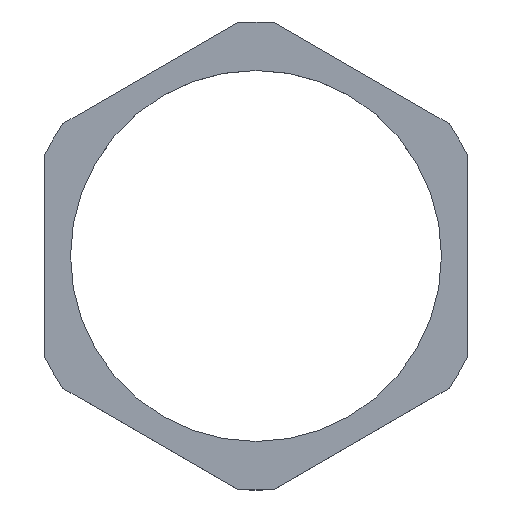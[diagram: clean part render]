
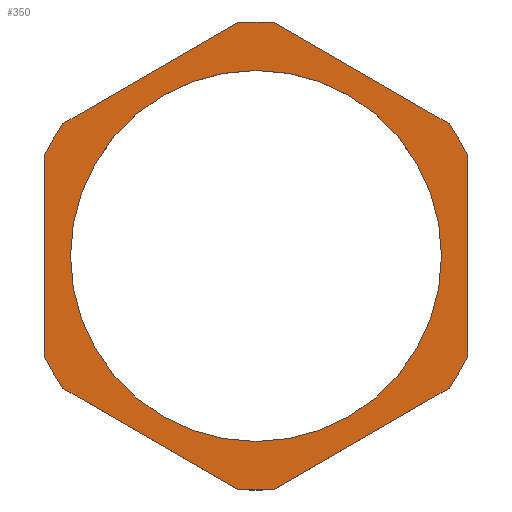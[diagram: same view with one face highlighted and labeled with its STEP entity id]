
A CAD part, top view. The second image highlights one B-rep face of the part: STEP entity #350.
In plain terms, the highlighted planar face has unit normal (0, 0, 1).
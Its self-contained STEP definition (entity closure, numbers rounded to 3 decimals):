
#3 = EDGE_CURVE ( 'NONE', #371, #186, #508, .T. ) ;
#10 = CARTESIAN_POINT ( 'NONE',  ( -35., 16.746, 6. ) ) ;
#12 = DIRECTION ( 'NONE',  ( 0., 1., 0. ) ) ;
#19 = FACE_OUTER_BOUND ( 'NONE', #299, .T. ) ;
#20 = DIRECTION ( 'NONE',  ( 1., 0., 0. ) ) ;
#23 = DIRECTION ( 'NONE',  ( 0., 0., 1. ) ) ;
#42 = VERTEX_POINT ( 'NONE', #245 ) ;
#44 = EDGE_CURVE ( 'NONE', #164, #352, #115, .T. ) ;
#47 = AXIS2_PLACEMENT_3D ( 'NONE', #254, #259, #300 ) ;
#56 = LINE ( 'NONE', #405, #382 ) ;
#59 = DIRECTION ( 'NONE',  ( 0., 0., 1. ) ) ;
#64 = DIRECTION ( 'NONE',  ( 1., 0., 0. ) ) ;
#76 = EDGE_CURVE ( 'NONE', #331, #119, #475, .T. ) ;
#91 = AXIS2_PLACEMENT_3D ( 'NONE', #447, #23, #184 ) ;
#93 = VERTEX_POINT ( 'NONE', #385 ) ;
#103 = DIRECTION ( 'NONE',  ( 0., 0., -1. ) ) ;
#106 = VECTOR ( 'NONE', #12, 1000. ) ;
#107 = ORIENTED_EDGE ( 'NONE', *, *, #277, .T. ) ;
#115 = CIRCLE ( 'NONE', #388, 30.75 ) ;
#119 = VERTEX_POINT ( 'NONE', #220 ) ;
#120 = CIRCLE ( 'NONE', #219, 38.8 ) ;
#122 = EDGE_CURVE ( 'NONE', #42, #371, #544, .T. ) ;
#133 = VECTOR ( 'NONE', #143, 1000. ) ;
#134 = PLANE ( 'NONE',  #146 ) ;
#141 = CARTESIAN_POINT ( 'NONE',  ( 2.997, -38.684, 6. ) ) ;
#143 = DIRECTION ( 'NONE',  ( -0.866, 0.5, 0. ) ) ;
#146 = AXIS2_PLACEMENT_3D ( 'NONE', #272, #409, #190 ) ;
#158 = LINE ( 'NONE', #550, #471 ) ;
#164 = VERTEX_POINT ( 'NONE', #215 ) ;
#167 = ORIENTED_EDGE ( 'NONE', *, *, #3, .T. ) ;
#168 = EDGE_CURVE ( 'NONE', #429, #281, #443, .T. ) ;
#170 = ORIENTED_EDGE ( 'NONE', *, *, #437, .T. ) ;
#171 = VERTEX_POINT ( 'NONE', #10 ) ;
#174 = ORIENTED_EDGE ( 'NONE', *, *, #227, .T. ) ;
#175 = CARTESIAN_POINT ( 'NONE',  ( 35., -16.746, 6. ) ) ;
#183 = ORIENTED_EDGE ( 'NONE', *, *, #303, .T. ) ;
#184 = DIRECTION ( 'NONE',  ( 1., 0., 0. ) ) ;
#185 = AXIS2_PLACEMENT_3D ( 'NONE', #410, #455, #64 ) ;
#186 = VERTEX_POINT ( 'NONE', #397 ) ;
#190 = DIRECTION ( 'NONE',  ( 1., 0., 0. ) ) ;
#205 = CARTESIAN_POINT ( 'NONE',  ( 2.997, 38.684, 6. ) ) ;
#215 = CARTESIAN_POINT ( 'NONE',  ( 30.75, 0., 6. ) ) ;
#219 = AXIS2_PLACEMENT_3D ( 'NONE', #263, #441, #20 ) ;
#220 = CARTESIAN_POINT ( 'NONE',  ( 35., 16.746, 6. ) ) ;
#227 = EDGE_CURVE ( 'NONE', #281, #171, #515, .T. ) ;
#232 = CARTESIAN_POINT ( 'NONE',  ( 32.003, 21.938, 6. ) ) ;
#245 = CARTESIAN_POINT ( 'NONE',  ( -35., -16.746, 6. ) ) ;
#249 = VERTEX_POINT ( 'NONE', #528 ) ;
#254 = CARTESIAN_POINT ( 'NONE',  ( 0., 0., 6. ) ) ;
#259 = DIRECTION ( 'NONE',  ( 0., 0., 1. ) ) ;
#263 = CARTESIAN_POINT ( 'NONE',  ( 0., 0., 6. ) ) ;
#265 = CARTESIAN_POINT ( 'NONE',  ( 0., 0., 6. ) ) ;
#268 = ORIENTED_EDGE ( 'NONE', *, *, #76, .T. ) ;
#272 = CARTESIAN_POINT ( 'NONE',  ( 0., 0., 6. ) ) ;
#274 = CARTESIAN_POINT ( 'NONE',  ( 35., -16.746, 6. ) ) ;
#277 = EDGE_CURVE ( 'NONE', #295, #249, #56, .T. ) ;
#278 = LINE ( 'NONE', #232, #133 ) ;
#281 = VERTEX_POINT ( 'NONE', #353 ) ;
#285 = CIRCLE ( 'NONE', #335, 38.8 ) ;
#293 = EDGE_CURVE ( 'NONE', #516, #429, #120, .T. ) ;
#295 = VERTEX_POINT ( 'NONE', #141 ) ;
#299 = EDGE_LOOP ( 'NONE', ( #174, #451, #321, #167, #183, #107, #505, #268, #517, #379, #312, #467 ) ) ;
#300 = DIRECTION ( 'NONE',  ( 1., 0., 0. ) ) ;
#303 = EDGE_CURVE ( 'NONE', #186, #295, #285, .T. ) ;
#311 = DIRECTION ( 'NONE',  ( 0., 0., 1. ) ) ;
#312 = ORIENTED_EDGE ( 'NONE', *, *, #293, .T. ) ;
#316 = CARTESIAN_POINT ( 'NONE',  ( 0., 0., 6. ) ) ;
#317 = DIRECTION ( 'NONE',  ( 1., 0., 0. ) ) ;
#320 = CIRCLE ( 'NONE', #185, 38.8 ) ;
#321 = ORIENTED_EDGE ( 'NONE', *, *, #122, .T. ) ;
#330 = VECTOR ( 'NONE', #433, 1000. ) ;
#331 = VERTEX_POINT ( 'NONE', #274 ) ;
#335 = AXIS2_PLACEMENT_3D ( 'NONE', #265, #311, #317 ) ;
#336 = VECTOR ( 'NONE', #340, 1000. ) ;
#340 = DIRECTION ( 'NONE',  ( 0.866, -0.5, 0. ) ) ;
#343 = CARTESIAN_POINT ( 'NONE',  ( -2.997, 38.684, 6. ) ) ;
#348 = FACE_BOUND ( 'NONE', #426, .T. ) ;
#350 = ADVANCED_FACE ( 'NONE', ( #348, #19 ), #134, .T. ) ;
#352 = VERTEX_POINT ( 'NONE', #452 ) ;
#353 = CARTESIAN_POINT ( 'NONE',  ( -32.003, 21.938, 6. ) ) ;
#362 = CARTESIAN_POINT ( 'NONE',  ( 0., 0., 6. ) ) ;
#369 = AXIS2_PLACEMENT_3D ( 'NONE', #362, #103, #404 ) ;
#371 = VERTEX_POINT ( 'NONE', #537 ) ;
#373 = EDGE_CURVE ( 'NONE', #119, #93, #320, .T. ) ;
#378 = CIRCLE ( 'NONE', #395, 38.8 ) ;
#379 = ORIENTED_EDGE ( 'NONE', *, *, #463, .T. ) ;
#382 = VECTOR ( 'NONE', #450, 1000. ) ;
#385 = CARTESIAN_POINT ( 'NONE',  ( 32.003, 21.938, 6. ) ) ;
#388 = AXIS2_PLACEMENT_3D ( 'NONE', #479, #432, #473 ) ;
#395 = AXIS2_PLACEMENT_3D ( 'NONE', #316, #59, #406 ) ;
#397 = CARTESIAN_POINT ( 'NONE',  ( -2.997, -38.684, 6. ) ) ;
#404 = DIRECTION ( 'NONE',  ( -1., 0., 0. ) ) ;
#405 = CARTESIAN_POINT ( 'NONE',  ( 2.997, -38.684, 6. ) ) ;
#406 = DIRECTION ( 'NONE',  ( 1., 0., 0. ) ) ;
#409 = DIRECTION ( 'NONE',  ( 0., 0., 1. ) ) ;
#410 = CARTESIAN_POINT ( 'NONE',  ( 0., 0., 6. ) ) ;
#412 = CARTESIAN_POINT ( 'NONE',  ( -2.997, 38.684, 6. ) ) ;
#426 = EDGE_LOOP ( 'NONE', ( #170, #487 ) ) ;
#429 = VERTEX_POINT ( 'NONE', #412 ) ;
#430 = CARTESIAN_POINT ( 'NONE',  ( -32.003, -21.938, 6. ) ) ;
#432 = DIRECTION ( 'NONE',  ( 0., 0., -1. ) ) ;
#433 = DIRECTION ( 'NONE',  ( -0.866, -0.5, 0. ) ) ;
#437 = EDGE_CURVE ( 'NONE', #352, #164, #510, .T. ) ;
#441 = DIRECTION ( 'NONE',  ( 0., 0., 1. ) ) ;
#443 = LINE ( 'NONE', #343, #330 ) ;
#447 = CARTESIAN_POINT ( 'NONE',  ( 0., 0., 6. ) ) ;
#450 = DIRECTION ( 'NONE',  ( 0.866, 0.5, 0. ) ) ;
#451 = ORIENTED_EDGE ( 'NONE', *, *, #525, .T. ) ;
#452 = CARTESIAN_POINT ( 'NONE',  ( -30.75, 0., 6. ) ) ;
#455 = DIRECTION ( 'NONE',  ( 0., 0., 1. ) ) ;
#463 = EDGE_CURVE ( 'NONE', #93, #516, #278, .T. ) ;
#467 = ORIENTED_EDGE ( 'NONE', *, *, #168, .T. ) ;
#471 = VECTOR ( 'NONE', #504, 1000. ) ;
#473 = DIRECTION ( 'NONE',  ( -1., 0., 0. ) ) ;
#475 = LINE ( 'NONE', #175, #106 ) ;
#476 = EDGE_CURVE ( 'NONE', #249, #331, #378, .T. ) ;
#479 = CARTESIAN_POINT ( 'NONE',  ( 0., 0., 6. ) ) ;
#487 = ORIENTED_EDGE ( 'NONE', *, *, #44, .T. ) ;
#504 = DIRECTION ( 'NONE',  ( 0., -1., 0. ) ) ;
#505 = ORIENTED_EDGE ( 'NONE', *, *, #476, .T. ) ;
#508 = LINE ( 'NONE', #430, #336 ) ;
#510 = CIRCLE ( 'NONE', #369, 30.75 ) ;
#515 = CIRCLE ( 'NONE', #91, 38.8 ) ;
#516 = VERTEX_POINT ( 'NONE', #205 ) ;
#517 = ORIENTED_EDGE ( 'NONE', *, *, #373, .T. ) ;
#525 = EDGE_CURVE ( 'NONE', #171, #42, #158, .T. ) ;
#528 = CARTESIAN_POINT ( 'NONE',  ( 32.003, -21.938, 6. ) ) ;
#537 = CARTESIAN_POINT ( 'NONE',  ( -32.003, -21.938, 6. ) ) ;
#544 = CIRCLE ( 'NONE', #47, 38.8 ) ;
#550 = CARTESIAN_POINT ( 'NONE',  ( -35., 16.746, 6. ) ) ;
